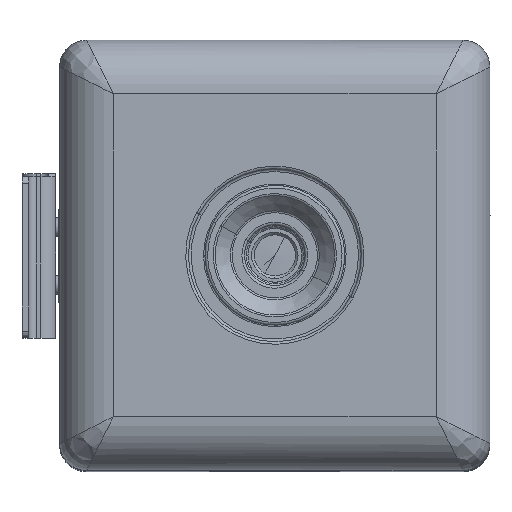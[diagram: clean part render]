
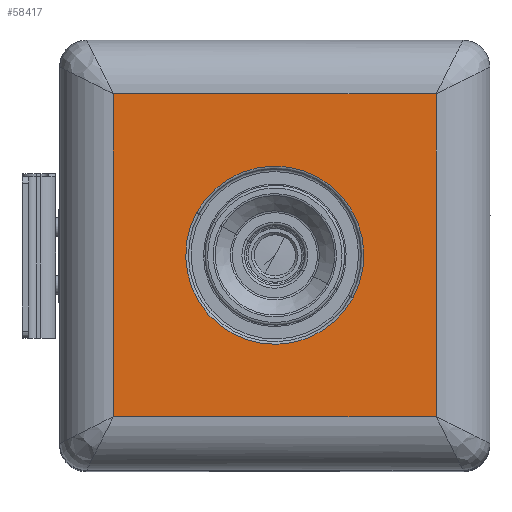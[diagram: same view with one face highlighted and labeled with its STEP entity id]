
A CAD part, top view. The second image highlights one B-rep face of the part: STEP entity #58417.
In plain terms, the highlighted planar face has unit normal (0, 0, 1).
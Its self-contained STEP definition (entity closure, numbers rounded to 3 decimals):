
#52623=CARTESIAN_POINT('Vertex',(-120.,120.,321.5)) ;
#52648=CARTESIAN_POINT('Vertex',(-120.,-120.,321.5)) ;
#52651=CARTESIAN_POINT('Line Origine',(-120.,0.,321.5)) ;
#58369=CARTESIAN_POINT('Axis2P3D Location',(0.,0.,321.5)) ;
#58374=CARTESIAN_POINT('Line Origine',(0.,120.,321.5)) ;
#58378=CARTESIAN_POINT('Vertex',(120.,120.,321.5)) ;
#58381=CARTESIAN_POINT('Line Origine',(0.,-120.,321.5)) ;
#58385=CARTESIAN_POINT('Vertex',(120.,-120.,321.5)) ;
#58388=CARTESIAN_POINT('Line Origine',(120.,0.,321.5)) ;
#58399=CARTESIAN_POINT('Axis2P3D Location',(0.,0.,321.5)) ;
#58403=CARTESIAN_POINT('Vertex',(58.14,-31.762,321.5)) ;
#58405=CARTESIAN_POINT('Vertex',(-58.14,31.762,321.5)) ;
#58408=CARTESIAN_POINT('Axis2P3D Location',(0.,0.,321.5)) ;
#52653=VECTOR('Line Direction',#52652,1.) ;
#58376=VECTOR('Line Direction',#58375,1.) ;
#58383=VECTOR('Line Direction',#58382,1.) ;
#58390=VECTOR('Line Direction',#58389,1.) ;
#52652=DIRECTION('Vector Direction',(0.,1.,0.)) ;
#58370=DIRECTION('Axis2P3D Direction',(0.,-0.,1.)) ;
#58371=DIRECTION('Axis2P3D XDirection',(0.,1.,0.)) ;
#58375=DIRECTION('Vector Direction',(1.,0.,0.)) ;
#58382=DIRECTION('Vector Direction',(-1.,0.,0.)) ;
#58389=DIRECTION('Vector Direction',(0.,-1.,0.)) ;
#58400=DIRECTION('Axis2P3D Direction',(0.,-0.,1.)) ;
#58409=DIRECTION('Axis2P3D Direction',(0.,-0.,1.)) ;
#58372=AXIS2_PLACEMENT_3D('Plane Axis2P3D',#58369,#58370,#58371) ;
#58401=AXIS2_PLACEMENT_3D('Circle Axis2P3D',#58399,#58400,$) ;
#58410=AXIS2_PLACEMENT_3D('Circle Axis2P3D',#58408,#58409,$) ;
#52654=LINE('Line',#52651,#52653) ;
#58377=LINE('Line',#58374,#58376) ;
#58384=LINE('Line',#58381,#58383) ;
#58391=LINE('Line',#58388,#58390) ;
#58402=CIRCLE('generated circle',#58401,66.25) ;
#58411=CIRCLE('generated circle',#58410,66.25) ;
#58373=PLANE('',#58372) ;
#58416=FACE_BOUND('',#58413,.T.) ;
#52655=EDGE_CURVE('',#52649,#52624,#52654,.T.) ;
#58380=EDGE_CURVE('',#52624,#58379,#58377,.T.) ;
#58387=EDGE_CURVE('',#58386,#52649,#58384,.T.) ;
#58392=EDGE_CURVE('',#58379,#58386,#58391,.T.) ;
#58407=EDGE_CURVE('',#58404,#58406,#58402,.T.) ;
#58412=EDGE_CURVE('',#58406,#58404,#58411,.T.) ;
#58394=ORIENTED_EDGE('',*,*,#58380,.F.) ;
#58395=ORIENTED_EDGE('',*,*,#52655,.F.) ;
#58396=ORIENTED_EDGE('',*,*,#58387,.F.) ;
#58397=ORIENTED_EDGE('',*,*,#58392,.F.) ;
#58414=ORIENTED_EDGE('',*,*,#58407,.F.) ;
#58415=ORIENTED_EDGE('',*,*,#58412,.F.) ;
#58393=EDGE_LOOP('',(#58394,#58395,#58396,#58397)) ;
#58413=EDGE_LOOP('',(#58414,#58415)) ;
#52624=VERTEX_POINT('',#52623) ;
#52649=VERTEX_POINT('',#52648) ;
#58379=VERTEX_POINT('',#58378) ;
#58386=VERTEX_POINT('',#58385) ;
#58404=VERTEX_POINT('',#58403) ;
#58406=VERTEX_POINT('',#58405) ;
#58417=ADVANCED_FACE('PartBody',(#58398,#58416),#58373,.T.) ;
#58398=FACE_OUTER_BOUND('',#58393,.T.) ;
